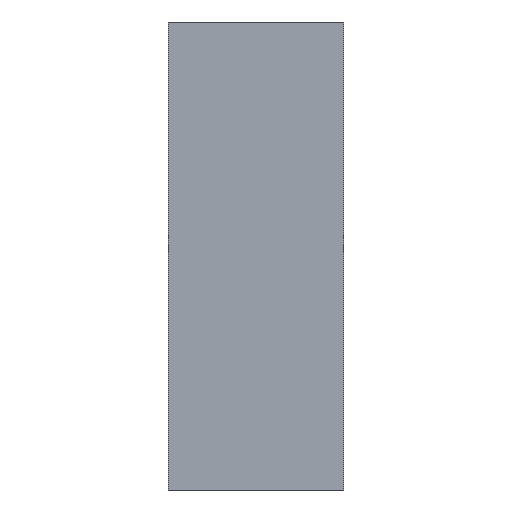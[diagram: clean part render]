
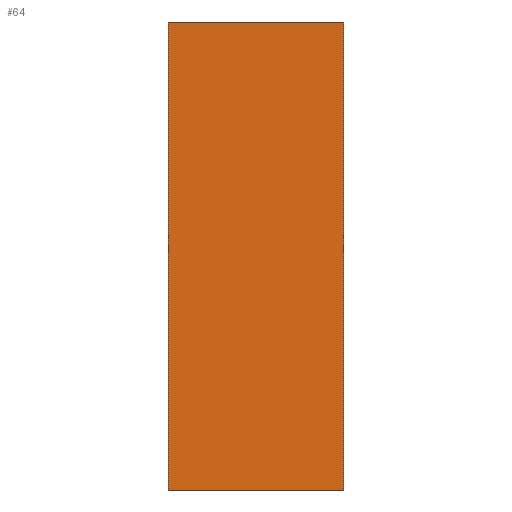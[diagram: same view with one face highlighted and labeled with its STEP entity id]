
A CAD part, left-side view. The second image highlights one B-rep face of the part: STEP entity #64.
In plain terms, the highlighted planar face has unit normal (-1, 0, 0).
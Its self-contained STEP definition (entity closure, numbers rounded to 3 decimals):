
#64=ADVANCED_FACE('',(#127),#128,.F.);
#127=FACE_OUTER_BOUND('',#184,.T.);
#128=PLANE('',#185);
#184=EDGE_LOOP('',(#301,#302,#303,#304));
#185=AXIS2_PLACEMENT_3D('',#305,#306,#307);
#301=ORIENTED_EDGE('',*,*,#379,.T.);
#302=ORIENTED_EDGE('',*,*,#374,.F.);
#303=ORIENTED_EDGE('',*,*,#377,.F.);
#304=ORIENTED_EDGE('',*,*,#370,.F.);
#305=CARTESIAN_POINT('',(-1.6,0.3,0.0));
#306=DIRECTION('',(1.0,0.0,0.0));
#307=DIRECTION('',(0.0,0.0,-1.0));
#370=EDGE_CURVE('',#441,#443,#444,.T.);
#374=EDGE_CURVE('',#447,#449,#450,.T.);
#377=EDGE_CURVE('',#443,#447,#453,.T.);
#379=EDGE_CURVE('',#441,#449,#455,.T.);
#441=VERTEX_POINT('',#544);
#443=VERTEX_POINT('',#547);
#444=LINE('',#548,#549);
#447=VERTEX_POINT('',#553);
#449=VERTEX_POINT('',#556);
#450=LINE('',#557,#558);
#453=LINE('',#562,#563);
#455=LINE('',#565,#566);
#544=CARTESIAN_POINT('',(-1.6,0.6,0.8));
#547=CARTESIAN_POINT('',(-1.6,0.0,0.8));
#548=CARTESIAN_POINT('',(-1.6,0.3,0.8));
#549=VECTOR('',#600,1.0);
#553=CARTESIAN_POINT('',(-1.6,0.0,-0.8));
#556=CARTESIAN_POINT('',(-1.6,0.6,-0.8));
#557=CARTESIAN_POINT('',(-1.6,0.3,-0.8));
#558=VECTOR('',#603,1.0);
#562=CARTESIAN_POINT('',(-1.6,0.0,0.0));
#563=VECTOR('',#605,1.0);
#565=CARTESIAN_POINT('',(-1.6,0.6,0.0));
#566=VECTOR('',#606,1.0);
#600=DIRECTION('',(0.0,-1.0,0.0));
#603=DIRECTION('',(0.0,1.0,0.0));
#605=DIRECTION('',(0.0,0.0,-1.0));
#606=DIRECTION('',(0.0,0.0,-1.0));
